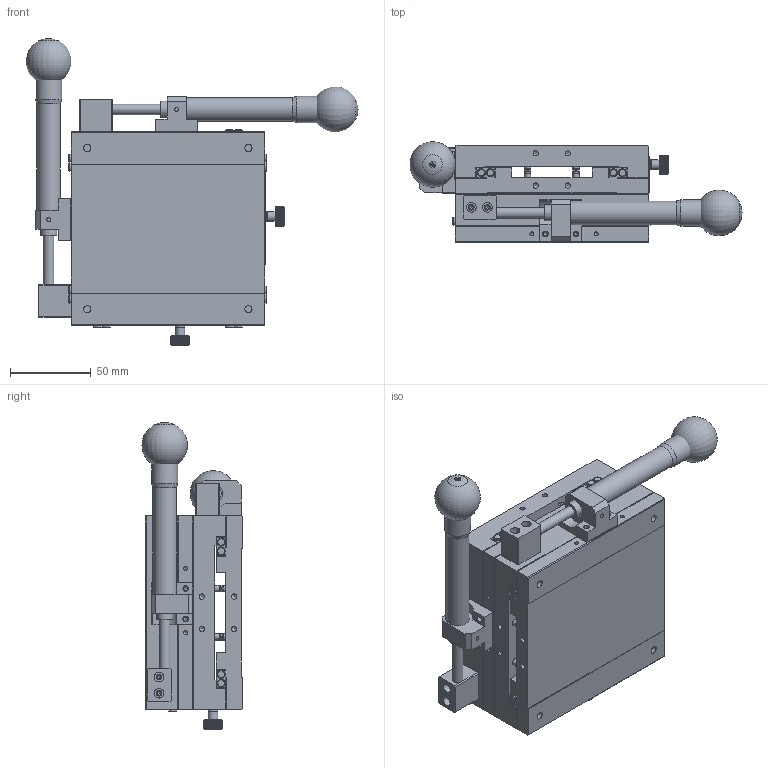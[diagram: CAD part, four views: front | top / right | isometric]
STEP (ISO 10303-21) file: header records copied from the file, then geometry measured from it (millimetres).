
FILE_DESCRIPTION (( 'STEP AP203' ), '1' );
FILE_NAME ('528885.STEP', '2024-11-13T02:55:31', ( 'Windows User' ), ( 'P R C' ), 'SwSTEP 2.0', 'SolidWorks 2020', '' );
FILE_SCHEMA (( 'CONFIG_CONTROL_DESIGN' ));
Products named in the file (1): 528885
Bounding box: 206.06 x 62.15 x 190.51 mm (x, y, z)
Volume: 801394.7 mm3; surface area: 216549.3 mm2
Topology: 8 solids, 22 shells, 5362 faces, 11302 edges, 6146 vertices
Faces by surface type: bspline 2880, cylinder 1320, plane 662, cone 490, torus 10
Full cylindrical faces by diameter (mm): 1.567 x32, 2.459 x54, 2.5 x8, 2.55 x64, 3 x2, 3.2 x32, 3.242 x56, 3.5 x12, 3.968 x4, 4 x12, 4.4 x32, 4.5 x8, 5 x16, 6 x40, 6.5 x2, 8 x8, 10 x2, 12 x2, 12.15 x2, 14.6 x2, 16.246 x2
Entity records: 188811 total; most frequent: CARTESIAN_POINT 110641, ORIENTED_EDGE 21148, EDGE_CURVE 10574, DIRECTION 9318, EDGE_LOOP 6236, VERTEX_POINT 5974, FACE_OUTER_BOUND 5754, ADVANCED_FACE 5362
